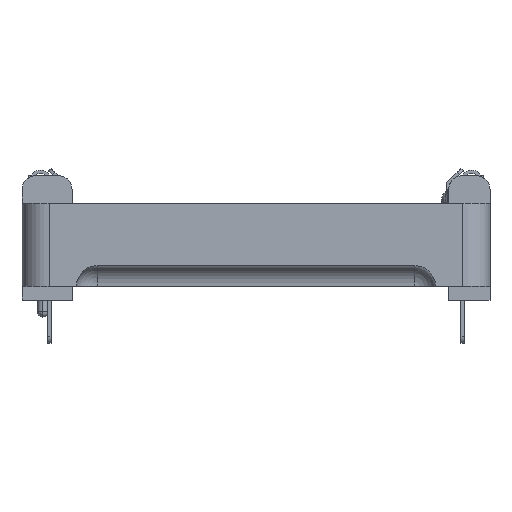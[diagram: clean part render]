
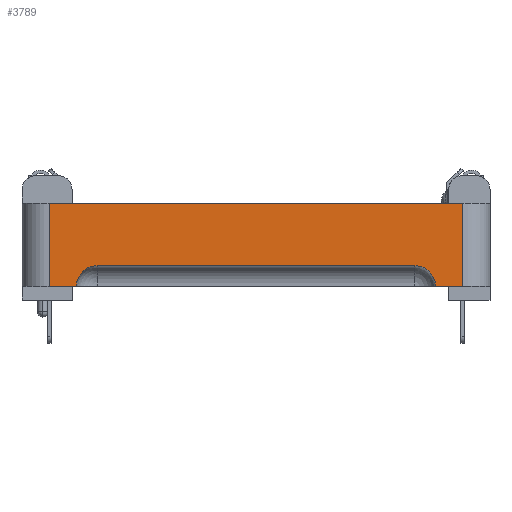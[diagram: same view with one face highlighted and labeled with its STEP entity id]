
A CAD part, top view. The second image highlights one B-rep face of the part: STEP entity #3789.
In plain terms, the highlighted planar face has unit normal (0, 0, 1).
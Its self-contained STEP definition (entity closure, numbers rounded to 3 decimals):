
#30 = FACE_OUTER_BOUND ( 'NONE', #4083, .T. ) ;
#112 = DIRECTION ( 'NONE',  ( -1., 0., 0. ) ) ;
#185 = ORIENTED_EDGE ( 'NONE', *, *, #1893, .T. ) ;
#209 = CARTESIAN_POINT ( 'NONE',  ( 19., 1.25, 8.89 ) ) ;
#331 = CARTESIAN_POINT ( 'NONE',  ( -19., 8.9, 8.89 ) ) ;
#405 = ORIENTED_EDGE ( 'NONE', *, *, #1212, .F. ) ;
#538 = CARTESIAN_POINT ( 'NONE',  ( -14.6, 1.25, 8.89 ) ) ;
#565 = AXIS2_PLACEMENT_3D ( 'NONE', #4466, #6671, #112 ) ;
#688 = VERTEX_POINT ( 'NONE', #5709 ) ;
#784 = AXIS2_PLACEMENT_3D ( 'NONE', #538, #949, #4791 ) ;
#837 = CARTESIAN_POINT ( 'NONE',  ( 19., 8.9, 8.89 ) ) ;
#933 = DIRECTION ( 'NONE',  ( 1., 0., 0. ) ) ;
#949 = DIRECTION ( 'NONE',  ( 0., 0., -1. ) ) ;
#997 = CARTESIAN_POINT ( 'NONE',  ( 14.6, 3.155, 8.89 ) ) ;
#1028 = LINE ( 'NONE', #1534, #4886 ) ;
#1132 = CARTESIAN_POINT ( 'NONE',  ( 16.505, 1.25, 8.89 ) ) ;
#1212 = EDGE_CURVE ( 'NONE', #5881, #6317, #4038, .T. ) ;
#1418 = ORIENTED_EDGE ( 'NONE', *, *, #1959, .T. ) ;
#1463 = VECTOR ( 'NONE', #3439, 1000. ) ;
#1531 = VECTOR ( 'NONE', #4408, 1000. ) ;
#1534 = CARTESIAN_POINT ( 'NONE',  ( -19., 1.25, 8.89 ) ) ;
#1624 = ORIENTED_EDGE ( 'NONE', *, *, #3823, .T. ) ;
#1699 = VECTOR ( 'NONE', #3573, 1000. ) ;
#1733 = CARTESIAN_POINT ( 'NONE',  ( 19., 8.9, 8.89 ) ) ;
#1820 = VERTEX_POINT ( 'NONE', #6585 ) ;
#1877 = LINE ( 'NONE', #4137, #1699 ) ;
#1893 = EDGE_CURVE ( 'NONE', #4217, #6317, #4282, .T. ) ;
#1959 = EDGE_CURVE ( 'NONE', #688, #5134, #1877, .T. ) ;
#2349 = ORIENTED_EDGE ( 'NONE', *, *, #5372, .F. ) ;
#2596 = ORIENTED_EDGE ( 'NONE', *, *, #6614, .T. ) ;
#2700 = DIRECTION ( 'NONE',  ( 0., 0., -1. ) ) ;
#3006 = AXIS2_PLACEMENT_3D ( 'NONE', #6465, #2700, #3259 ) ;
#3259 = DIRECTION ( 'NONE',  ( -1., 0., 0. ) ) ;
#3439 = DIRECTION ( 'NONE',  ( 1., 0., 0. ) ) ;
#3571 = CARTESIAN_POINT ( 'NONE',  ( -19., 1.25, 8.89 ) ) ;
#3573 = DIRECTION ( 'NONE',  ( 0., -1., 0. ) ) ;
#3598 = CIRCLE ( 'NONE', #3006, 1.905 ) ;
#3697 = VERTEX_POINT ( 'NONE', #6032 ) ;
#3789 = ADVANCED_FACE ( 'NONE', ( #30 ), #5558, .F. ) ;
#3823 = EDGE_CURVE ( 'NONE', #3697, #5519, #4380, .T. ) ;
#4032 = LINE ( 'NONE', #331, #6964 ) ;
#4038 = LINE ( 'NONE', #1733, #5423 ) ;
#4083 = EDGE_LOOP ( 'NONE', ( #2596, #4499, #1624, #5358, #185, #405, #2349, #1418 ) ) ;
#4137 = CARTESIAN_POINT ( 'NONE',  ( -19., 8.9, 8.89 ) ) ;
#4144 = EDGE_CURVE ( 'NONE', #5519, #4217, #3598, .T. ) ;
#4217 = VERTEX_POINT ( 'NONE', #1132 ) ;
#4282 = LINE ( 'NONE', #4951, #1531 ) ;
#4380 = LINE ( 'NONE', #6745, #1463 ) ;
#4408 = DIRECTION ( 'NONE',  ( 1., 0., 0. ) ) ;
#4466 = CARTESIAN_POINT ( 'NONE',  ( -19., 8.9, 8.89 ) ) ;
#4499 = ORIENTED_EDGE ( 'NONE', *, *, #5499, .T. ) ;
#4791 = DIRECTION ( 'NONE',  ( -1., 0., 0. ) ) ;
#4886 = VECTOR ( 'NONE', #933, 1000. ) ;
#4951 = CARTESIAN_POINT ( 'NONE',  ( -19., 1.25, 8.89 ) ) ;
#5134 = VERTEX_POINT ( 'NONE', #3571 ) ;
#5254 = CIRCLE ( 'NONE', #784, 1.905 ) ;
#5358 = ORIENTED_EDGE ( 'NONE', *, *, #4144, .T. ) ;
#5372 = EDGE_CURVE ( 'NONE', #688, #5881, #4032, .T. ) ;
#5423 = VECTOR ( 'NONE', #6142, 1000. ) ;
#5499 = EDGE_CURVE ( 'NONE', #1820, #3697, #5254, .T. ) ;
#5519 = VERTEX_POINT ( 'NONE', #997 ) ;
#5558 = PLANE ( 'NONE',  #565 ) ;
#5709 = CARTESIAN_POINT ( 'NONE',  ( -19., 8.9, 8.89 ) ) ;
#5881 = VERTEX_POINT ( 'NONE', #837 ) ;
#6032 = CARTESIAN_POINT ( 'NONE',  ( -14.6, 3.155, 8.89 ) ) ;
#6142 = DIRECTION ( 'NONE',  ( 0., -1., 0. ) ) ;
#6317 = VERTEX_POINT ( 'NONE', #209 ) ;
#6465 = CARTESIAN_POINT ( 'NONE',  ( 14.6, 1.25, 8.89 ) ) ;
#6585 = CARTESIAN_POINT ( 'NONE',  ( -16.505, 1.25, 8.89 ) ) ;
#6614 = EDGE_CURVE ( 'NONE', #5134, #1820, #1028, .T. ) ;
#6671 = DIRECTION ( 'NONE',  ( 0., 0., -1. ) ) ;
#6745 = CARTESIAN_POINT ( 'NONE',  ( -14.6, 3.155, 8.89 ) ) ;
#6946 = DIRECTION ( 'NONE',  ( 1., 0., 0. ) ) ;
#6964 = VECTOR ( 'NONE', #6946, 1000. ) ;
